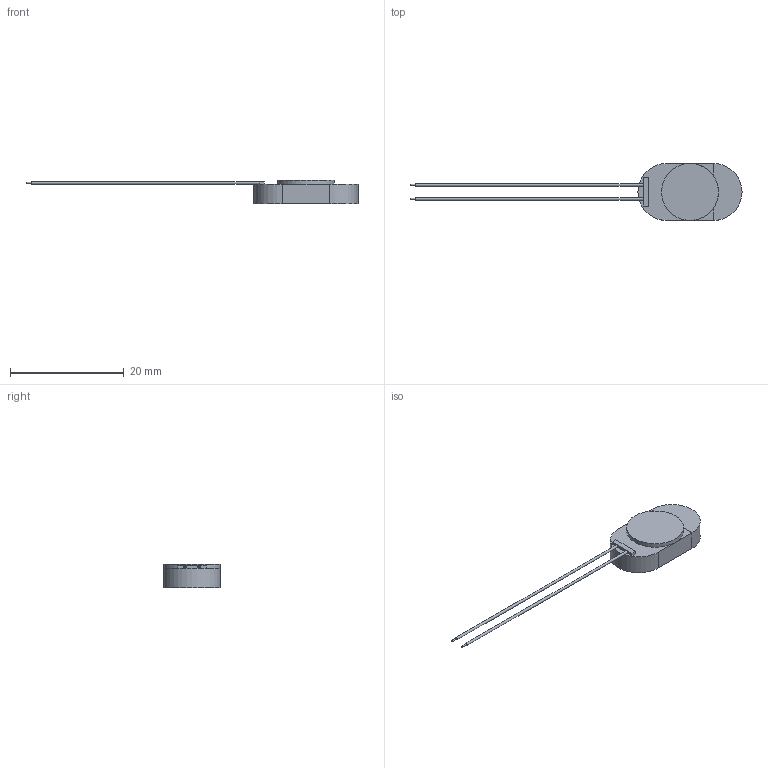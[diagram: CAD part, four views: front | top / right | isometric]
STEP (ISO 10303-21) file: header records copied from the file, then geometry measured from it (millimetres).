
FILE_DESCRIPTION(/* description */ ('Alibre Inc.'),/* implementation_level */ '2;1');
FILE_NAME(/* name */ 'export0',/* time_stamp */ '2018-09-20T19:21:21-05:00',/* author */ (''),/* organization */ (''),/* preprocessor_version */ 'ST-DEVELOPER v17',/* originating_system */ 'Alibre',/* authorisation */ '');
FILE_SCHEMA (('CONFIG_CONTROL_DESIGN'));
Length unit declared in the file: centimetre
Products named in the file (1): ID_1
Bounding box: 58.41 x 10 x 4.15 mm (x, y, z)
Volume: 625.3 mm3; surface area: 632.3 mm2
Topology: 1 solids, 1 shells, 26 faces, 53 edges, 34 vertices
Faces by surface type: plane 19, cylinder 7
Full cylindrical faces by diameter (mm): 0.222 x2, 0.455 x2, 10 x1
Entity records: 685 total; most frequent: CARTESIAN_POINT 99, ORIENTED_EDGE 94, DIRECTION 89, EDGE_CURVE 47, AXIS2_PLACEMENT_3D 39, EDGE_LOOP 36, FACE_BOUND 36, VERTEX_POINT 33
